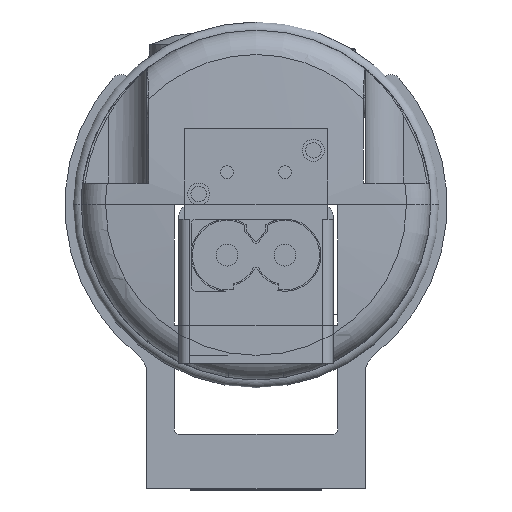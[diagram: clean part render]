
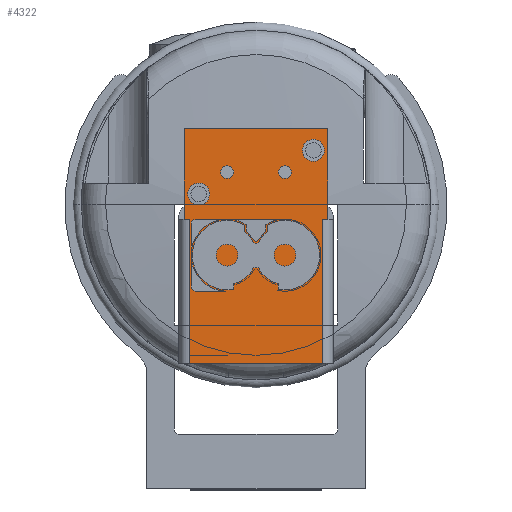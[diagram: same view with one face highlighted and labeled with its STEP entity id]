
A CAD part, left-side view. The second image highlights one B-rep face of the part: STEP entity #4322.
In plain terms, the highlighted planar face has unit normal (-1, 0, 0).
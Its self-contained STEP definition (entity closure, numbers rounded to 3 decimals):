
#259=FACE_BOUND('',#915,.T.);
#260=FACE_BOUND('',#916,.T.);
#261=FACE_BOUND('',#917,.T.);
#262=FACE_BOUND('',#918,.T.);
#367=CIRCLE('',#4623,0.6);
#369=CIRCLE('',#4626,0.6);
#370=CIRCLE('',#4628,1.);
#372=CIRCLE('',#4631,1.);
#721=FACE_OUTER_BOUND('',#914,.T.);
#914=EDGE_LOOP('',(#3482,#3483,#3484,#3485,#3486,#3487,#3488,#3489,#3490,
#3491,#3492,#3493));
#915=EDGE_LOOP('',(#3494));
#916=EDGE_LOOP('',(#3495));
#917=EDGE_LOOP('',(#3496));
#918=EDGE_LOOP('',(#3497));
#1233=LINE('',#6928,#1601);
#1234=LINE('',#6931,#1602);
#1235=LINE('',#6933,#1603);
#1236=LINE('',#6935,#1604);
#1237=LINE('',#6937,#1605);
#1238=LINE('',#6939,#1606);
#1239=LINE('',#6941,#1607);
#1240=LINE('',#6943,#1608);
#1241=LINE('',#6945,#1609);
#1242=LINE('',#6947,#1610);
#1243=LINE('',#6949,#1611);
#1244=LINE('',#6950,#1612);
#1601=VECTOR('',#5456,13.2);
#1602=VECTOR('',#5459,12.1);
#1603=VECTOR('',#5460,13.2);
#1604=VECTOR('',#5461,0.5);
#1605=VECTOR('',#5462,3.3);
#1606=VECTOR('',#5463,1.7);
#1607=VECTOR('',#5464,3.3);
#1608=VECTOR('',#5465,13.1);
#1609=VECTOR('',#5466,3.3);
#1610=VECTOR('',#5467,1.7);
#1611=VECTOR('',#5468,3.3);
#1612=VECTOR('',#5469,0.5);
#2024=VERTEX_POINT('',#6897);
#2026=VERTEX_POINT('',#6902);
#2027=VERTEX_POINT('',#6905);
#2029=VERTEX_POINT('',#6910);
#2035=VERTEX_POINT('',#6924);
#2036=VERTEX_POINT('',#6926);
#2037=VERTEX_POINT('',#6930);
#2038=VERTEX_POINT('',#6932);
#2039=VERTEX_POINT('',#6934);
#2040=VERTEX_POINT('',#6936);
#2041=VERTEX_POINT('',#6938);
#2042=VERTEX_POINT('',#6940);
#2043=VERTEX_POINT('',#6942);
#2044=VERTEX_POINT('',#6944);
#2045=VERTEX_POINT('',#6946);
#2046=VERTEX_POINT('',#6948);
#2666=EDGE_CURVE('',#2024,#2024,#367,.T.);
#2668=EDGE_CURVE('',#2026,#2026,#369,.T.);
#2669=EDGE_CURVE('',#2027,#2027,#370,.T.);
#2671=EDGE_CURVE('',#2029,#2029,#372,.T.);
#2679=EDGE_CURVE('',#2035,#2036,#1233,.T.);
#2680=EDGE_CURVE('',#2036,#2037,#1234,.T.);
#2681=EDGE_CURVE('',#2037,#2038,#1235,.T.);
#2682=EDGE_CURVE('',#2039,#2038,#1236,.T.);
#2683=EDGE_CURVE('',#2039,#2040,#1237,.T.);
#2684=EDGE_CURVE('',#2041,#2040,#1238,.T.);
#2685=EDGE_CURVE('',#2041,#2042,#1239,.T.);
#2686=EDGE_CURVE('',#2043,#2042,#1240,.T.);
#2687=EDGE_CURVE('',#2043,#2044,#1241,.T.);
#2688=EDGE_CURVE('',#2045,#2044,#1242,.T.);
#2689=EDGE_CURVE('',#2045,#2046,#1243,.T.);
#2690=EDGE_CURVE('',#2035,#2046,#1244,.T.);
#3482=ORIENTED_EDGE('',*,*,#2679,.T.);
#3483=ORIENTED_EDGE('',*,*,#2680,.T.);
#3484=ORIENTED_EDGE('',*,*,#2681,.T.);
#3485=ORIENTED_EDGE('',*,*,#2682,.F.);
#3486=ORIENTED_EDGE('',*,*,#2683,.T.);
#3487=ORIENTED_EDGE('',*,*,#2684,.F.);
#3488=ORIENTED_EDGE('',*,*,#2685,.T.);
#3489=ORIENTED_EDGE('',*,*,#2686,.F.);
#3490=ORIENTED_EDGE('',*,*,#2687,.T.);
#3491=ORIENTED_EDGE('',*,*,#2688,.F.);
#3492=ORIENTED_EDGE('',*,*,#2689,.T.);
#3493=ORIENTED_EDGE('',*,*,#2690,.F.);
#3494=ORIENTED_EDGE('',*,*,#2671,.T.);
#3495=ORIENTED_EDGE('',*,*,#2669,.T.);
#3496=ORIENTED_EDGE('',*,*,#2668,.T.);
#3497=ORIENTED_EDGE('',*,*,#2666,.T.);
#4224=PLANE('',#4637);
#4322=ADVANCED_FACE('',(#721,#259,#260,#261,#262),#4224,.T.);
#4623=AXIS2_PLACEMENT_3D('',#6898,#5424,#5425);
#4626=AXIS2_PLACEMENT_3D('',#6903,#5430,#5431);
#4628=AXIS2_PLACEMENT_3D('',#6906,#5434,#5435);
#4631=AXIS2_PLACEMENT_3D('',#6911,#5440,#5441);
#4637=AXIS2_PLACEMENT_3D('',#6929,#5457,#5458);
#5424=DIRECTION('center_axis',(1.,0.,0.));
#5425=DIRECTION('ref_axis',(0.,0.829,-0.559));
#5430=DIRECTION('center_axis',(1.,0.,0.));
#5431=DIRECTION('ref_axis',(0.,0.829,-0.559));
#5434=DIRECTION('center_axis',(1.,0.,0.));
#5435=DIRECTION('ref_axis',(0.,0.829,-0.559));
#5440=DIRECTION('center_axis',(1.,0.,0.));
#5441=DIRECTION('ref_axis',(0.,0.829,-0.559));
#5456=DIRECTION('',(0.,0.,-1.));
#5457=DIRECTION('center_axis',(-1.,0.,0.));
#5458=DIRECTION('ref_axis',(0.,0.,1.));
#5459=DIRECTION('',(0.,-1.,0.));
#5460=DIRECTION('',(0.,0.,1.));
#5461=DIRECTION('',(0.,1.,0.));
#5462=DIRECTION('',(0.,0.,1.));
#5463=DIRECTION('',(0.,0.,-1.));
#5464=DIRECTION('',(0.,0.,1.));
#5465=DIRECTION('',(0.,-1.,0.));
#5466=DIRECTION('',(0.,0.,-1.));
#5467=DIRECTION('',(0.,0.,1.));
#5468=DIRECTION('',(0.,0.,-1.));
#5469=DIRECTION('',(0.,1.,0.));
#6897=CARTESIAN_POINT('',(-353.6,-2.05,3.));
#6898=CARTESIAN_POINT('Origin',(-353.6,-2.65,3.));
#6902=CARTESIAN_POINT('',(-353.6,3.25,3.));
#6903=CARTESIAN_POINT('Origin',(-353.6,2.65,3.));
#6905=CARTESIAN_POINT('',(-353.6,-4.25,5.));
#6906=CARTESIAN_POINT('Origin',(-353.6,-5.25,5.));
#6910=CARTESIAN_POINT('',(-353.6,6.25,1.));
#6911=CARTESIAN_POINT('Origin',(-353.6,5.25,1.));
#6924=CARTESIAN_POINT('',(-353.6,6.05,-1.3));
#6926=CARTESIAN_POINT('',(-353.6,6.05,-14.5));
#6928=CARTESIAN_POINT('',(-353.6,6.05,-1.3));
#6929=CARTESIAN_POINT('Origin',(-353.6,0.,7.515));
#6930=CARTESIAN_POINT('',(-353.6,-6.05,-14.5));
#6931=CARTESIAN_POINT('',(-353.6,6.05,-14.5));
#6932=CARTESIAN_POINT('',(-353.6,-6.05,-1.3));
#6933=CARTESIAN_POINT('',(-353.6,-6.05,-14.5));
#6934=CARTESIAN_POINT('',(-353.6,-6.55,-1.3));
#6935=CARTESIAN_POINT('',(-353.6,-6.55,-1.3));
#6936=CARTESIAN_POINT('',(-353.6,-6.55,2.));
#6937=CARTESIAN_POINT('',(-353.6,-6.55,-1.3));
#6938=CARTESIAN_POINT('',(-353.6,-6.55,3.7));
#6939=CARTESIAN_POINT('',(-353.6,-6.55,3.7));
#6940=CARTESIAN_POINT('',(-353.6,-6.55,7.));
#6941=CARTESIAN_POINT('',(-353.6,-6.55,3.7));
#6942=CARTESIAN_POINT('',(-353.6,6.55,7.));
#6943=CARTESIAN_POINT('',(-353.6,6.55,7.));
#6944=CARTESIAN_POINT('',(-353.6,6.55,3.7));
#6945=CARTESIAN_POINT('',(-353.6,6.55,7.));
#6946=CARTESIAN_POINT('',(-353.6,6.55,2.));
#6947=CARTESIAN_POINT('',(-353.6,6.55,2.));
#6948=CARTESIAN_POINT('',(-353.6,6.55,-1.3));
#6949=CARTESIAN_POINT('',(-353.6,6.55,2.));
#6950=CARTESIAN_POINT('',(-353.6,6.05,-1.3));
